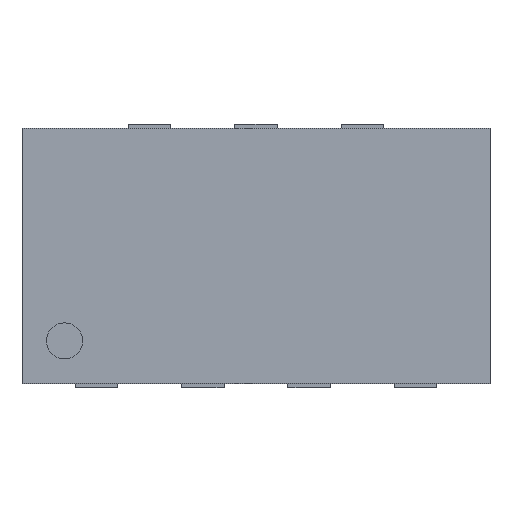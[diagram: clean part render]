
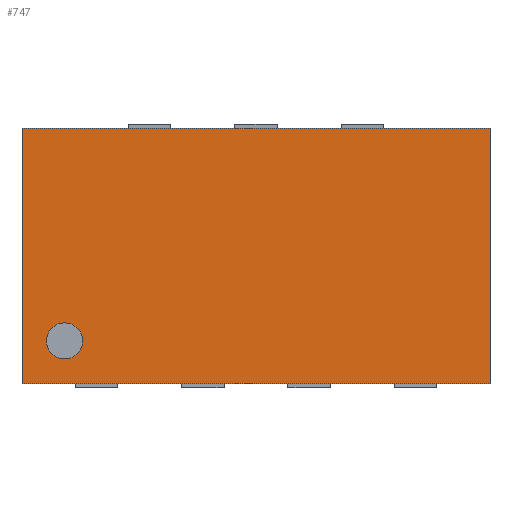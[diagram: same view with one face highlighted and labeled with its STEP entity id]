
A CAD part, top view. The second image highlights one B-rep face of the part: STEP entity #747.
In plain terms, the highlighted planar face has unit normal (0, 0, 1).
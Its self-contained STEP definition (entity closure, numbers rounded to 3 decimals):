
#38=FACE_OUTER_BOUND('',#89,.T.);
#89=EDGE_LOOP('',(#511,#512,#513,#514));
#138=LINE('',#1082,#235);
#141=LINE('',#1088,#238);
#144=LINE('',#1094,#241);
#147=LINE('',#1098,#244);
#235=VECTOR('',#875,10.);
#238=VECTOR('',#880,10.);
#241=VECTOR('',#885,10.);
#244=VECTOR('',#890,10.);
#332=VERTEX_POINT('',#1079);
#333=VERTEX_POINT('',#1081);
#335=VERTEX_POINT('',#1087);
#337=VERTEX_POINT('',#1093);
#398=EDGE_CURVE('',#333,#332,#138,.T.);
#401=EDGE_CURVE('',#335,#333,#141,.T.);
#404=EDGE_CURVE('',#337,#335,#144,.T.);
#407=EDGE_CURVE('',#332,#337,#147,.T.);
#511=ORIENTED_EDGE('',*,*,#407,.T.);
#512=ORIENTED_EDGE('',*,*,#404,.T.);
#513=ORIENTED_EDGE('',*,*,#401,.T.);
#514=ORIENTED_EDGE('',*,*,#398,.T.);
#697=PLANE('',#820);
#747=ADVANCED_FACE('',(#38),#697,.T.);
#820=AXIS2_PLACEMENT_3D('',#1099,#891,#892);
#875=DIRECTION('',(-1.,0.,0.));
#880=DIRECTION('',(0.,1.,0.));
#885=DIRECTION('',(1.,0.,0.));
#890=DIRECTION('',(0.,-1.,0.));
#891=DIRECTION('center_axis',(0.,0.,1.));
#892=DIRECTION('ref_axis',(1.,0.,0.));
#1079=CARTESIAN_POINT('',(0.,1.2,0.5));
#1081=CARTESIAN_POINT('',(2.2,1.2,0.5));
#1082=CARTESIAN_POINT('',(2.2,1.2,0.5));
#1087=CARTESIAN_POINT('',(2.2,0.,0.5));
#1088=CARTESIAN_POINT('',(2.2,0.,0.5));
#1093=CARTESIAN_POINT('',(0.,0.,0.5));
#1094=CARTESIAN_POINT('',(0.,0.,0.5));
#1098=CARTESIAN_POINT('',(0.,1.2,0.5));
#1099=CARTESIAN_POINT('Origin',(1.1,0.6,0.5));
